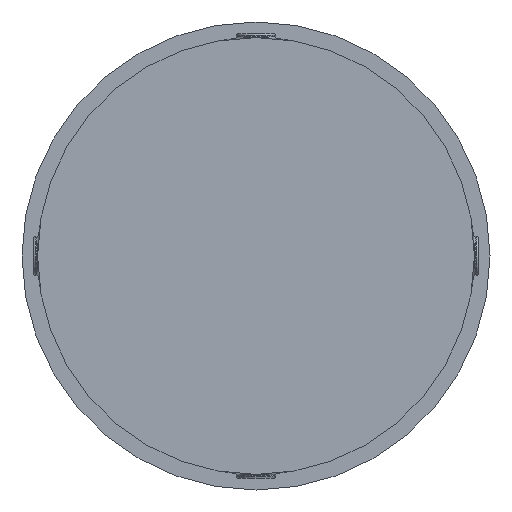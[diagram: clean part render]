
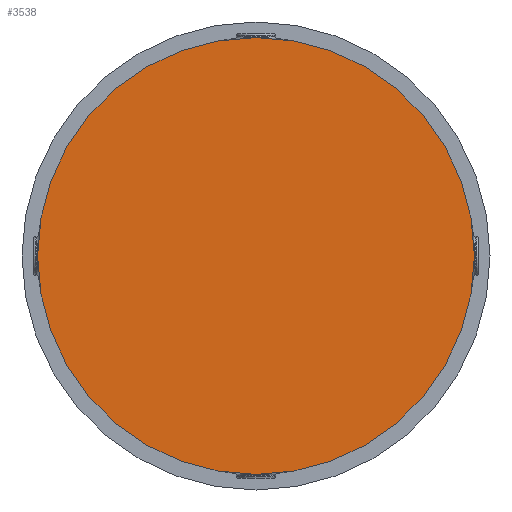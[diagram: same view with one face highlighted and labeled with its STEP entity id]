
A CAD part, front view. The second image highlights one B-rep face of the part: STEP entity #3538.
In plain terms, the highlighted planar face has unit normal (0, -1, 0).
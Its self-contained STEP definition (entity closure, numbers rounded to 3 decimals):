
#30 = CARTESIAN_POINT ( 'NONE',  ( 0., -12.5, -2.8 ) ) ;
#482 = CIRCLE ( 'NONE', #2916, 2.8 ) ;
#502 = EDGE_CURVE ( 'Defeature ausgef�hrt2_0+Defeature ausgef�hrt2_4+Defeature ausgef�hrt2_4+Defeature ausgef�hrt2_4', #2230, #1291, #482, .T. ) ;
#762 = DIRECTION ( 'NONE',  ( 0., 0., 1. ) ) ;
#970 = DIRECTION ( 'NONE',  ( 0., 1., 0. ) ) ;
#1291 = VERTEX_POINT ( 'NONE', #30 ) ;
#1451 = CARTESIAN_POINT ( 'NONE',  ( 0., -12.5, 2.8 ) ) ;
#1471 = PLANE ( 'NONE',  #4631 ) ;
#1541 = DIRECTION ( 'NONE',  ( 0., 1., 0. ) ) ;
#1984 = EDGE_CURVE ( 'Defeature ausgef�hrt2_0+Defeature ausgef�hrt2_4+Defeature ausgef�hrt2_4+Defeature ausgef�hrt2_4', #1291, #2230, #2696, .T. ) ;
#2120 = ORIENTED_EDGE ( 'NONE', *, *, #1984, .F. ) ;
#2230 = VERTEX_POINT ( 'NONE', #1451 ) ;
#2696 = CIRCLE ( 'NONE', #5015, 2.8 ) ;
#2916 = AXIS2_PLACEMENT_3D ( 'NONE', #3371, #970, #4634 ) ;
#3278 = DIRECTION ( 'NONE',  ( 0., 1., 0. ) ) ;
#3371 = CARTESIAN_POINT ( 'NONE',  ( 0., -12.5, 0. ) ) ;
#3538 = ADVANCED_FACE ( 'Defeature ausgef�hrt2_4', ( #4099 ), #1471, .F. ) ;
#3592 = EDGE_LOOP ( 'NONE', ( #4114, #2120 ) ) ;
#4099 = FACE_OUTER_BOUND ( 'NONE', #3592, .T. ) ;
#4112 = CARTESIAN_POINT ( 'NONE',  ( 0., -12.5, 0. ) ) ;
#4114 = ORIENTED_EDGE ( 'NONE', *, *, #502, .F. ) ;
#4379 = DIRECTION ( 'NONE',  ( 0., 0., 1. ) ) ;
#4631 = AXIS2_PLACEMENT_3D ( 'NONE', #5197, #1541, #4379 ) ;
#4634 = DIRECTION ( 'NONE',  ( 0., 0., 1. ) ) ;
#5015 = AXIS2_PLACEMENT_3D ( 'NONE', #4112, #3278, #762 ) ;
#5197 = CARTESIAN_POINT ( 'NONE',  ( 2.8, -12.5, 0. ) ) ;
